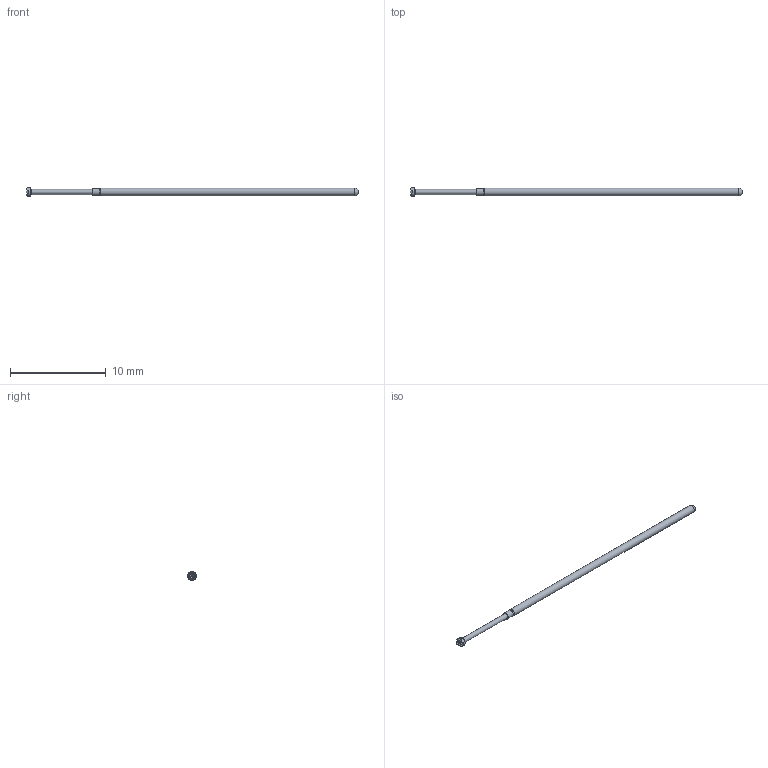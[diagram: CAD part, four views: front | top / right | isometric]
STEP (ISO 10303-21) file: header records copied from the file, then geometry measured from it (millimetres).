
FILE_DESCRIPTION (( 'STEP AP214' ), '1' );
FILE_NAME ('050-PTP2509_-_.STEP', '2017-10-17T19:09:20', ( '' ), ( '' ), 'SwSTEP 2.0', 'SolidWorks 2017', '' );
FILE_SCHEMA (( 'AUTOMOTIVE_DESIGN' ));
Length unit declared in the file: inch
Products named in the file (1): 050-PTP2509_-_
Bounding box: 34.59 x 0.91 x 0.91 mm (x, y, z)
Volume: 14.9 mm3; surface area: 81.3 mm2
Topology: 1 solids, 1 shells, 47 faces, 126 edges, 83 vertices
Faces by surface type: plane 40, cylinder 4, cone 2, torus 1
Full cylindrical faces by diameter (mm): 0.533 x1, 0.711 x1, 0.782 x1, 0.914 x1
Entity records: 2033 total; most frequent: CARTESIAN_POINT 256, ORIENTED_EDGE 232, DIRECTION 216, EDGE_CURVE 116, VECTOR 104, LINE 104, VERTEX_POINT 80, EDGE_LOOP 56
